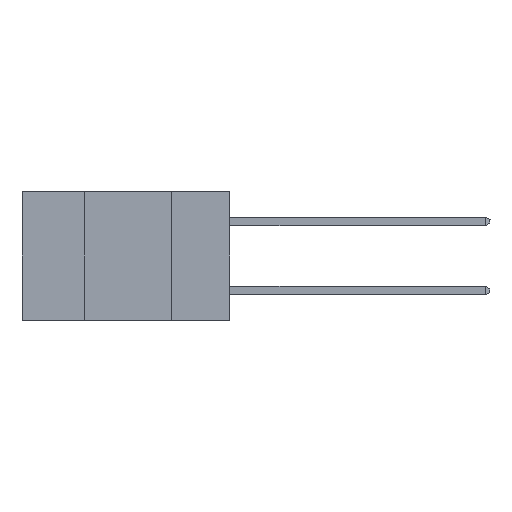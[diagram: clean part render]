
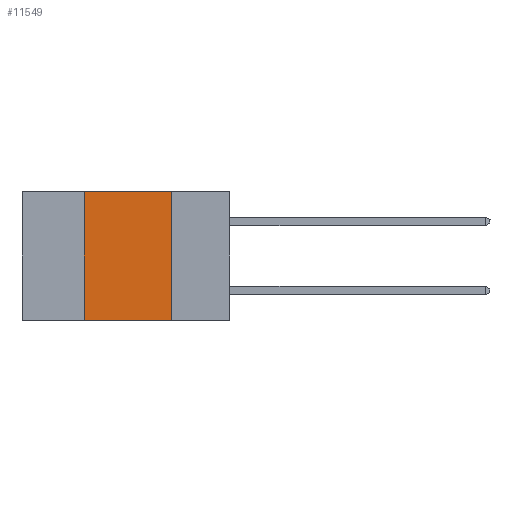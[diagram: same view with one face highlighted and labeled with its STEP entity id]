
A CAD part, left-side view. The second image highlights one B-rep face of the part: STEP entity #11549.
In plain terms, the highlighted planar face has unit normal (-1, 0, 0).
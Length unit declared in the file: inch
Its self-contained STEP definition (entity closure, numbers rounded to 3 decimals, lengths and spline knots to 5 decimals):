
#398 = VERTEX_POINT ( 'NONE', #3685 ) ;
#1232 = PLANE ( 'NONE',  #16030 ) ;
#1467 = ORIENTED_EDGE ( 'NONE', *, *, #5342, .T. ) ;
#1729 = DIRECTION ( 'NONE',  ( 0., -1., 0. ) ) ;
#3551 = VECTOR ( 'NONE', #7915, 39.37008 ) ;
#3670 = EDGE_CURVE ( 'NONE', #14151, #398, #10952, .T. ) ;
#3685 = CARTESIAN_POINT ( 'NONE',  ( 0., 0.17, -0.37 ) ) ;
#3784 = ORIENTED_EDGE ( 'NONE', *, *, #18673, .F. ) ;
#4942 = EDGE_LOOP ( 'NONE', ( #8353, #18230, #3784, #1467 ) ) ;
#5342 = EDGE_CURVE ( 'NONE', #12947, #398, #16080, .T. ) ;
#6248 = VERTEX_POINT ( 'NONE', #9643 ) ;
#6831 = DIRECTION ( 'NONE',  ( 0., 0., -1. ) ) ;
#7207 = DIRECTION ( 'NONE',  ( 1., 0., 0. ) ) ;
#7915 = DIRECTION ( 'NONE',  ( 0., 0., -1. ) ) ;
#8192 = LINE ( 'NONE', #9614, #12872 ) ;
#8353 = ORIENTED_EDGE ( 'NONE', *, *, #3670, .F. ) ;
#8380 = CARTESIAN_POINT ( 'NONE',  ( 0., 0.17, 0. ) ) ;
#8901 = CARTESIAN_POINT ( 'NONE',  ( 0., 0.42, -0.37 ) ) ;
#9614 = CARTESIAN_POINT ( 'NONE',  ( 0., 0.42, -0.37 ) ) ;
#9643 = CARTESIAN_POINT ( 'NONE',  ( 0., 0.42, 0. ) ) ;
#10111 = EDGE_CURVE ( 'NONE', #6248, #14151, #15027, .T. ) ;
#10265 = VECTOR ( 'NONE', #1729, 39.37008 ) ;
#10555 = DIRECTION ( 'NONE',  ( 0., -1., 0. ) ) ;
#10952 = LINE ( 'NONE', #12189, #3551 ) ;
#11291 = CARTESIAN_POINT ( 'NONE',  ( 0., 0.6, 0. ) ) ;
#11549 = ADVANCED_FACE ( 'NONE', ( #14170 ), #1232, .F. ) ;
#12189 = CARTESIAN_POINT ( 'NONE',  ( 0., 0.17, -0.37 ) ) ;
#12872 = VECTOR ( 'NONE', #18181, 39.37008 ) ;
#12947 = VERTEX_POINT ( 'NONE', #8901 ) ;
#14151 = VERTEX_POINT ( 'NONE', #8380 ) ;
#14170 = FACE_OUTER_BOUND ( 'NONE', #4942, .T. ) ;
#14177 = VECTOR ( 'NONE', #10555, 39.37008 ) ;
#14848 = CARTESIAN_POINT ( 'NONE',  ( 0., 0.6, 0. ) ) ;
#14944 = CARTESIAN_POINT ( 'NONE',  ( 0., 0.6, -0.37 ) ) ;
#15027 = LINE ( 'NONE', #14848, #14177 ) ;
#16030 = AXIS2_PLACEMENT_3D ( 'NONE', #11291, #7207, #6831 ) ;
#16080 = LINE ( 'NONE', #14944, #10265 ) ;
#18181 = DIRECTION ( 'NONE',  ( 0., 0., 1. ) ) ;
#18230 = ORIENTED_EDGE ( 'NONE', *, *, #10111, .F. ) ;
#18673 = EDGE_CURVE ( 'NONE', #12947, #6248, #8192, .T. ) ;
